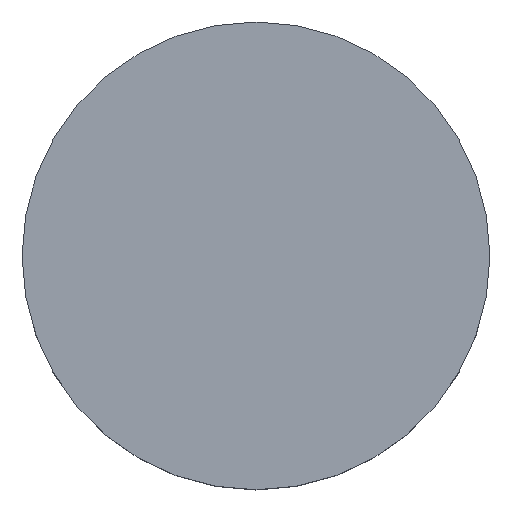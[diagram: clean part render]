
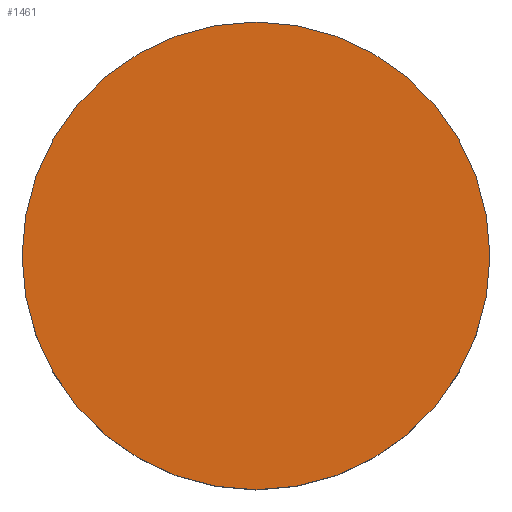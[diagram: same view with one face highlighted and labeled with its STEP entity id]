
A CAD part, top view. The second image highlights one B-rep face of the part: STEP entity #1461.
In plain terms, the highlighted planar face has unit normal (0, 0, 1).
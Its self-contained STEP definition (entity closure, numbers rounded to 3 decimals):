
#66=CIRCLE('',#1579,9.);
#116=FACE_OUTER_BOUND('',#200,.T.);
#200=EDGE_LOOP('',(#1015));
#623=VERTEX_POINT('',#2200);
#774=EDGE_CURVE('',#623,#623,#66,.T.);
#1015=ORIENTED_EDGE('',*,*,#774,.F.);
#1397=PLANE('',#1578);
#1461=ADVANCED_FACE('',(#116),#1397,.T.);
#1578=AXIS2_PLACEMENT_3D('',#2199,#1742,#1743);
#1579=AXIS2_PLACEMENT_3D('',#2201,#1744,#1745);
#1742=DIRECTION('center_axis',(0.,0.,
1.));
#1743=DIRECTION('ref_axis',(-1.,0.,0.));
#1744=DIRECTION('center_axis',(0.,0.,
-1.));
#1745=DIRECTION('ref_axis',(0.,1.,0.));
#2199=CARTESIAN_POINT('Origin',(0.,4.5,194.246));
#2200=CARTESIAN_POINT('',(0.,-9.,194.246));
#2201=CARTESIAN_POINT('Origin',(0.,0.,
194.246));
